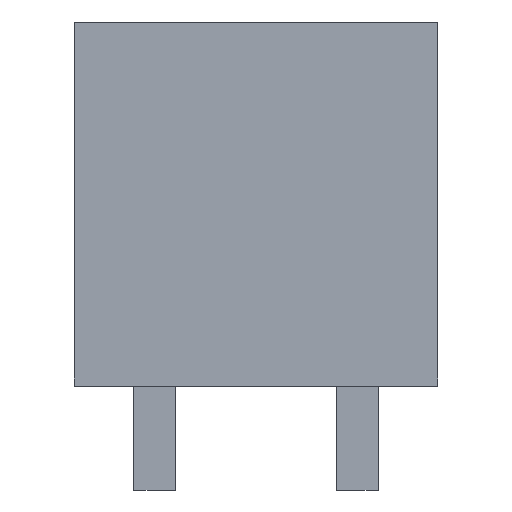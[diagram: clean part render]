
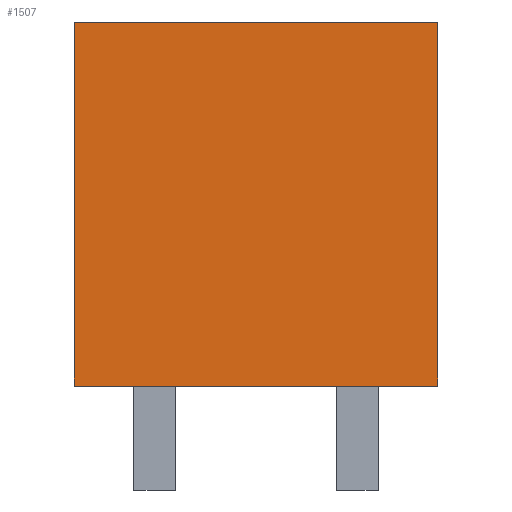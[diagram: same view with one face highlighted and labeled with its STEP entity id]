
A CAD part, front view. The second image highlights one B-rep face of the part: STEP entity #1507.
In plain terms, the highlighted planar face has unit normal (0, -1, 0).
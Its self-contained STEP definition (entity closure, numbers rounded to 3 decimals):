
#71 = VECTOR ( 'NONE', #552, 1000. ) ;
#194 = EDGE_LOOP ( 'NONE', ( #1685, #888, #795, #522 ) ) ;
#196 = CARTESIAN_POINT ( 'NONE',  ( -6.5, -1.25, 0. ) ) ;
#268 = DIRECTION ( 'NONE',  ( 0., 0., -1. ) ) ;
#344 = DIRECTION ( 'NONE',  ( 1., 0., 0. ) ) ;
#366 = LINE ( 'NONE', #520, #1183 ) ;
#372 = EDGE_CURVE ( 'NONE', #843, #1155, #1255, .T. ) ;
#423 = AXIS2_PLACEMENT_3D ( 'NONE', #1752, #1018, #749 ) ;
#443 = CARTESIAN_POINT ( 'NONE',  ( 7., -1.25, 0. ) ) ;
#448 = PLANE ( 'NONE',  #423 ) ;
#520 = CARTESIAN_POINT ( 'NONE',  ( 7., -1.25, 29.042 ) ) ;
#522 = ORIENTED_EDGE ( 'NONE', *, *, #1777, .F. ) ;
#552 = DIRECTION ( 'NONE',  ( 1., 0., 0. ) ) ;
#626 = EDGE_CURVE ( 'NONE', #995, #843, #1281, .T. ) ;
#749 = DIRECTION ( 'NONE',  ( 1., 0., 0. ) ) ;
#794 = DIRECTION ( 'NONE',  ( 0., 0., -1. ) ) ;
#795 = ORIENTED_EDGE ( 'NONE', *, *, #1253, .F. ) ;
#843 = VERTEX_POINT ( 'NONE', #1784 ) ;
#888 = ORIENTED_EDGE ( 'NONE', *, *, #372, .T. ) ;
#895 = CARTESIAN_POINT ( 'NONE',  ( 7., -1.25, 14. ) ) ;
#992 = CARTESIAN_POINT ( 'NONE',  ( -7., -1.25, 29.042 ) ) ;
#995 = VERTEX_POINT ( 'NONE', #1288 ) ;
#1018 = DIRECTION ( 'NONE',  ( 0., 1., 0. ) ) ;
#1107 = VERTEX_POINT ( 'NONE', #895 ) ;
#1155 = VERTEX_POINT ( 'NONE', #443 ) ;
#1183 = VECTOR ( 'NONE', #794, 1000. ) ;
#1253 = EDGE_CURVE ( 'NONE', #1107, #1155, #366, .T. ) ;
#1255 = LINE ( 'NONE', #196, #1642 ) ;
#1271 = VECTOR ( 'NONE', #268, 1000. ) ;
#1281 = LINE ( 'NONE', #992, #1271 ) ;
#1288 = CARTESIAN_POINT ( 'NONE',  ( -7., -1.25, 14. ) ) ;
#1333 = FACE_OUTER_BOUND ( 'NONE', #194, .T. ) ;
#1507 = ADVANCED_FACE ( 'NONE', ( #1333 ), #448, .F. ) ;
#1535 = CARTESIAN_POINT ( 'NONE',  ( -7., -1.25, 14. ) ) ;
#1642 = VECTOR ( 'NONE', #344, 1000. ) ;
#1685 = ORIENTED_EDGE ( 'NONE', *, *, #626, .T. ) ;
#1752 = CARTESIAN_POINT ( 'NONE',  ( 6.5, -1.25, 14. ) ) ;
#1777 = EDGE_CURVE ( 'NONE', #995, #1107, #1884, .T. ) ;
#1784 = CARTESIAN_POINT ( 'NONE',  ( -7., -1.25, 0. ) ) ;
#1884 = LINE ( 'NONE', #1535, #71 ) ;
